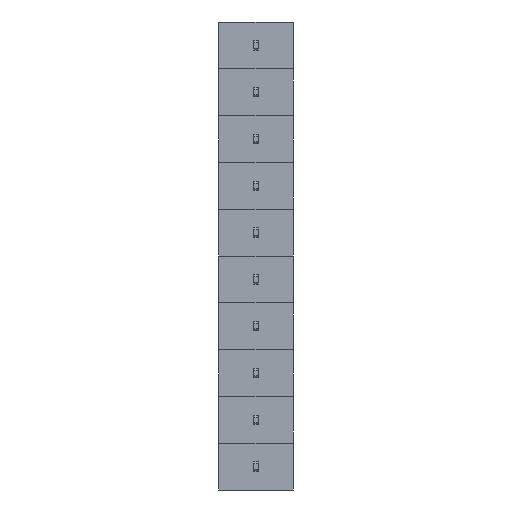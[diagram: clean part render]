
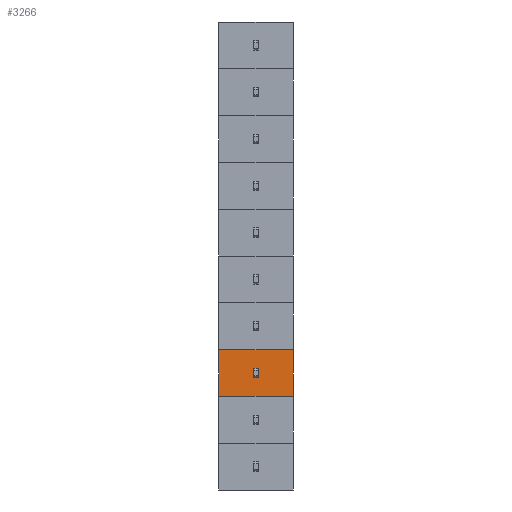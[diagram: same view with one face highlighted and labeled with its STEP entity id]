
A CAD part, front view. The second image highlights one B-rep face of the part: STEP entity #3266.
In plain terms, the highlighted planar face has unit normal (0, -1, 0).
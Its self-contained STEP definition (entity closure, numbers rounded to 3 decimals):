
#2484 = PLANE('',#2485);
#2485 = AXIS2_PLACEMENT_3D('',#2486,#2487,#2488);
#2486 = CARTESIAN_POINT('',(-4.05,5.5,7.62));
#2487 = DIRECTION('',(0.,0.,-1.));
#2488 = DIRECTION('',(-1.,0.,0.));
#2540 = PLANE('',#2541);
#2541 = AXIS2_PLACEMENT_3D('',#2542,#2543,#2544);
#2542 = CARTESIAN_POINT('',(-4.05,5.5,12.7));
#2543 = DIRECTION('',(0.,0.,-1.));
#2544 = DIRECTION('',(-1.,0.,0.));
#2720 = VERTEX_POINT('',#2721);
#2721 = CARTESIAN_POINT('',(4.05,0.,7.62));
#2735 = PLANE('',#2736);
#2736 = AXIS2_PLACEMENT_3D('',#2737,#2738,#2739);
#2737 = CARTESIAN_POINT('',(4.05,3.5,7.62));
#2738 = DIRECTION('',(1.,0.,0.));
#2739 = DIRECTION('',(0.,-1.,0.));
#2747 = EDGE_CURVE('',#2720,#2748,#2750,.T.);
#2748 = VERTEX_POINT('',#2749);
#2749 = CARTESIAN_POINT('',(-4.05,0.,7.62));
#2750 = SURFACE_CURVE('',#2751,(#2755,#2762),.PCURVE_S1.);
#2751 = LINE('',#2752,#2753);
#2752 = CARTESIAN_POINT('',(4.05,0.,7.62));
#2753 = VECTOR('',#2754,1.);
#2754 = DIRECTION('',(-1.,0.,0.));
#2755 = PCURVE('',#2484,#2756);
#2756 = DEFINITIONAL_REPRESENTATION('',(#2757),#2761);
#2757 = LINE('',#2758,#2759);
#2758 = CARTESIAN_POINT('',(-8.1,-5.5));
#2759 = VECTOR('',#2760,1.);
#2760 = DIRECTION('',(1.,0.));
#2761 = ( GEOMETRIC_REPRESENTATION_CONTEXT(2) 
PARAMETRIC_REPRESENTATION_CONTEXT() REPRESENTATION_CONTEXT('2D SPACE',''
  ) );
#2762 = PCURVE('',#2763,#2768);
#2763 = PLANE('',#2764);
#2764 = AXIS2_PLACEMENT_3D('',#2765,#2766,#2767);
#2765 = CARTESIAN_POINT('',(4.05,0.,7.62));
#2766 = DIRECTION('',(0.,-1.,0.));
#2767 = DIRECTION('',(-1.,0.,0.));
#2768 = DEFINITIONAL_REPRESENTATION('',(#2769),#2773);
#2769 = LINE('',#2770,#2771);
#2770 = CARTESIAN_POINT('',(0.,0.));
#2771 = VECTOR('',#2772,1.);
#2772 = DIRECTION('',(1.,0.));
#2773 = ( GEOMETRIC_REPRESENTATION_CONTEXT(2) 
PARAMETRIC_REPRESENTATION_CONTEXT() REPRESENTATION_CONTEXT('2D SPACE',''
  ) );
#2791 = PLANE('',#2792);
#2792 = AXIS2_PLACEMENT_3D('',#2793,#2794,#2795);
#2793 = CARTESIAN_POINT('',(-4.05,0.,7.62));
#2794 = DIRECTION('',(-1.,0.,0.));
#2795 = DIRECTION('',(0.,1.,0.));
#3032 = VERTEX_POINT('',#3033);
#3033 = CARTESIAN_POINT('',(4.05,0.,12.7));
#3054 = EDGE_CURVE('',#3032,#3055,#3057,.T.);
#3055 = VERTEX_POINT('',#3056);
#3056 = CARTESIAN_POINT('',(-4.05,0.,12.7));
#3057 = SURFACE_CURVE('',#3058,(#3062,#3069),.PCURVE_S1.);
#3058 = LINE('',#3059,#3060);
#3059 = CARTESIAN_POINT('',(4.05,0.,12.7));
#3060 = VECTOR('',#3061,1.);
#3061 = DIRECTION('',(-1.,0.,0.));
#3062 = PCURVE('',#2540,#3063);
#3063 = DEFINITIONAL_REPRESENTATION('',(#3064),#3068);
#3064 = LINE('',#3065,#3066);
#3065 = CARTESIAN_POINT('',(-8.1,-5.5));
#3066 = VECTOR('',#3067,1.);
#3067 = DIRECTION('',(1.,0.));
#3068 = ( GEOMETRIC_REPRESENTATION_CONTEXT(2) 
PARAMETRIC_REPRESENTATION_CONTEXT() REPRESENTATION_CONTEXT('2D SPACE',''
  ) );
#3069 = PCURVE('',#2763,#3070);
#3070 = DEFINITIONAL_REPRESENTATION('',(#3071),#3075);
#3071 = LINE('',#3072,#3073);
#3072 = CARTESIAN_POINT('',(0.,-5.08));
#3073 = VECTOR('',#3074,1.);
#3074 = DIRECTION('',(1.,0.));
#3075 = ( GEOMETRIC_REPRESENTATION_CONTEXT(2) 
PARAMETRIC_REPRESENTATION_CONTEXT() REPRESENTATION_CONTEXT('2D SPACE',''
  ) );
#3103 = EDGE_CURVE('',#2748,#3055,#3104,.T.);
#3104 = SURFACE_CURVE('',#3105,(#3109,#3116),.PCURVE_S1.);
#3105 = LINE('',#3106,#3107);
#3106 = CARTESIAN_POINT('',(-4.05,0.,7.62));
#3107 = VECTOR('',#3108,1.);
#3108 = DIRECTION('',(0.,0.,1.));
#3109 = PCURVE('',#2791,#3110);
#3110 = DEFINITIONAL_REPRESENTATION('',(#3111),#3115);
#3111 = LINE('',#3112,#3113);
#3112 = CARTESIAN_POINT('',(0.,0.));
#3113 = VECTOR('',#3114,1.);
#3114 = DIRECTION('',(0.,-1.));
#3115 = ( GEOMETRIC_REPRESENTATION_CONTEXT(2) 
PARAMETRIC_REPRESENTATION_CONTEXT() REPRESENTATION_CONTEXT('2D SPACE',''
  ) );
#3116 = PCURVE('',#2763,#3117);
#3117 = DEFINITIONAL_REPRESENTATION('',(#3118),#3122);
#3118 = LINE('',#3119,#3120);
#3119 = CARTESIAN_POINT('',(8.1,0.));
#3120 = VECTOR('',#3121,1.);
#3121 = DIRECTION('',(0.,-1.));
#3122 = ( GEOMETRIC_REPRESENTATION_CONTEXT(2) 
PARAMETRIC_REPRESENTATION_CONTEXT() REPRESENTATION_CONTEXT('2D SPACE',''
  ) );
#3266 = ADVANCED_FACE('',(#3267),#2763,.T.);
#3267 = FACE_BOUND('',#3268,.T.);
#3268 = EDGE_LOOP('',(#3269,#3290,#3291,#3292));
#3269 = ORIENTED_EDGE('',*,*,#3270,.T.);
#3270 = EDGE_CURVE('',#2720,#3032,#3271,.T.);
#3271 = SURFACE_CURVE('',#3272,(#3276,#3283),.PCURVE_S1.);
#3272 = LINE('',#3273,#3274);
#3273 = CARTESIAN_POINT('',(4.05,0.,7.62));
#3274 = VECTOR('',#3275,1.);
#3275 = DIRECTION('',(0.,0.,1.));
#3276 = PCURVE('',#2763,#3277);
#3277 = DEFINITIONAL_REPRESENTATION('',(#3278),#3282);
#3278 = LINE('',#3279,#3280);
#3279 = CARTESIAN_POINT('',(0.,0.));
#3280 = VECTOR('',#3281,1.);
#3281 = DIRECTION('',(0.,-1.));
#3282 = ( GEOMETRIC_REPRESENTATION_CONTEXT(2) 
PARAMETRIC_REPRESENTATION_CONTEXT() REPRESENTATION_CONTEXT('2D SPACE',''
  ) );
#3283 = PCURVE('',#2735,#3284);
#3284 = DEFINITIONAL_REPRESENTATION('',(#3285),#3289);
#3285 = LINE('',#3286,#3287);
#3286 = CARTESIAN_POINT('',(3.5,0.));
#3287 = VECTOR('',#3288,1.);
#3288 = DIRECTION('',(0.,-1.));
#3289 = ( GEOMETRIC_REPRESENTATION_CONTEXT(2) 
PARAMETRIC_REPRESENTATION_CONTEXT() REPRESENTATION_CONTEXT('2D SPACE',''
  ) );
#3290 = ORIENTED_EDGE('',*,*,#3054,.T.);
#3291 = ORIENTED_EDGE('',*,*,#3103,.F.);
#3292 = ORIENTED_EDGE('',*,*,#2747,.F.);
